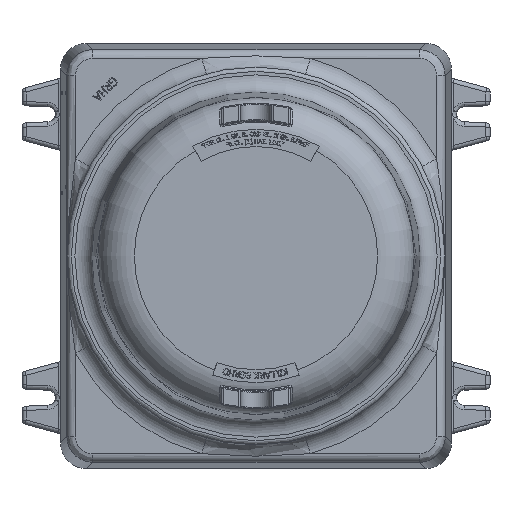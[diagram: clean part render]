
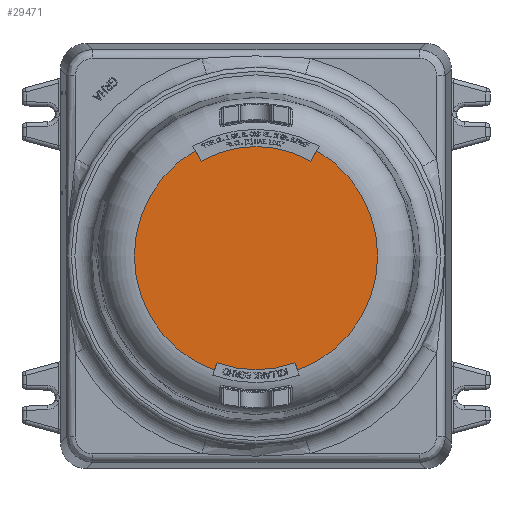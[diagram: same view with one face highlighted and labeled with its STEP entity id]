
A CAD part, left-side view. The second image highlights one B-rep face of the part: STEP entity #29471.
In plain terms, the highlighted face is planar.
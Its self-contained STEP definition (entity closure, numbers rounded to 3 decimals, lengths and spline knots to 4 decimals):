
#2362=LINE('',#49933,#5065);
#2366=LINE('',#49940,#5069);
#2368=LINE('',#49947,#5071);
#2372=LINE('',#49954,#5075);
#5065=VECTOR('',#35508,0.3937);
#5069=VECTOR('',#35516,0.3937);
#5071=VECTOR('',#35526,0.3937);
#5075=VECTOR('',#35534,0.3937);
#8779=FACE_OUTER_BOUND('',#10600,.T.);
#10600=EDGE_LOOP('',(#24444,#24445,#24446,#24447,#24448,#24449,#24450,#24451));
#11378=CIRCLE('',#30291,3.5413);
#11382=CIRCLE('',#30295,3.5413);
#11435=CIRCLE('',#30988,3.3125);
#11436=CIRCLE('',#30994,3.1875);
#11930=VERTEX_POINT('',#39383);
#11931=VERTEX_POINT('',#39385);
#11934=VERTEX_POINT('',#39391);
#11935=VERTEX_POINT('',#39393);
#13691=VERTEX_POINT('',#49932);
#13692=VERTEX_POINT('',#49939);
#13693=VERTEX_POINT('',#49946);
#13694=VERTEX_POINT('',#49953);
#14732=EDGE_CURVE('',#11931,#11930,#11378,.T.);
#14736=EDGE_CURVE('',#11935,#11934,#11382,.T.);
#17377=EDGE_CURVE('',#11930,#13691,#2362,.T.);
#17381=EDGE_CURVE('',#13692,#11935,#2366,.T.);
#17383=EDGE_CURVE('',#13691,#13692,#11435,.T.);
#17384=EDGE_CURVE('',#11934,#13693,#2368,.T.);
#17388=EDGE_CURVE('',#13694,#11931,#2372,.T.);
#17390=EDGE_CURVE('',#13693,#13694,#11436,.T.);
#24444=ORIENTED_EDGE('',*,*,#17377,.T.);
#24445=ORIENTED_EDGE('',*,*,#17383,.T.);
#24446=ORIENTED_EDGE('',*,*,#17381,.T.);
#24447=ORIENTED_EDGE('',*,*,#14736,.T.);
#24448=ORIENTED_EDGE('',*,*,#17384,.T.);
#24449=ORIENTED_EDGE('',*,*,#17390,.T.);
#24450=ORIENTED_EDGE('',*,*,#17388,.T.);
#24451=ORIENTED_EDGE('',*,*,#14732,.T.);
#28212=PLANE('',#30996);
#29471=ADVANCED_FACE('',(#8779),#28212,.T.);
#30291=AXIS2_PLACEMENT_3D('',#39386,#32234,#32235);
#30295=AXIS2_PLACEMENT_3D('',#39394,#32242,#32243);
#30988=AXIS2_PLACEMENT_3D('',#49943,#35520,#35521);
#30994=AXIS2_PLACEMENT_3D('',#49957,#35538,#35539);
#30996=AXIS2_PLACEMENT_3D('',#49959,#35542,#35543);
#32234=DIRECTION('center_axis',(1.,0.,0.));
#32235=DIRECTION('ref_axis',(0.,0.,-1.));
#32242=DIRECTION('center_axis',(1.,0.,0.));
#32243=DIRECTION('ref_axis',(0.,0.,-1.));
#35508=DIRECTION('',(0.,-0.342,-0.94));
#35516=DIRECTION('',(0.,-0.342,0.94));
#35520=DIRECTION('center_axis',(1.,0.,0.));
#35521=DIRECTION('ref_axis',(0.,0.342,0.94));
#35526=DIRECTION('',(0.,0.5,0.866));
#35534=DIRECTION('',(0.,0.5,-0.866));
#35538=DIRECTION('center_axis',(1.,0.,0.));
#35539=DIRECTION('ref_axis',(0.,-0.5,-0.866));
#35542=DIRECTION('center_axis',(1.,0.,0.));
#35543=DIRECTION('ref_axis',(0.,0.,-1.));
#39383=CARTESIAN_POINT('',(8.3125,1.2112,3.3277));
#39385=CARTESIAN_POINT('',(8.3125,1.7706,-3.0668));
#39386=CARTESIAN_POINT('Origin',(8.3125,0.,0.));
#39391=CARTESIAN_POINT('',(8.3125,-1.7706,-3.0668));
#39393=CARTESIAN_POINT('',(8.3125,-1.2112,3.3277));
#39394=CARTESIAN_POINT('Origin',(8.3125,0.,0.));
#49932=CARTESIAN_POINT('',(8.3125,1.1329,3.1127));
#49933=CARTESIAN_POINT('',(8.3125,0.5665,1.5564));
#49939=CARTESIAN_POINT('',(8.3125,-1.1329,3.1127));
#49940=CARTESIAN_POINT('',(8.3125,-0.6306,1.7326));
#49943=CARTESIAN_POINT('Origin',(8.3125,0.,0.));
#49946=CARTESIAN_POINT('',(8.3125,-1.5938,-2.7605));
#49947=CARTESIAN_POINT('',(8.3125,-0.7969,-1.3802));
#49953=CARTESIAN_POINT('',(8.3125,1.5938,-2.7605));
#49954=CARTESIAN_POINT('',(8.3125,0.9219,-1.5967));
#49957=CARTESIAN_POINT('Origin',(8.3125,0.,0.));
#49959=CARTESIAN_POINT('Origin',(8.3125,0.,0.));
